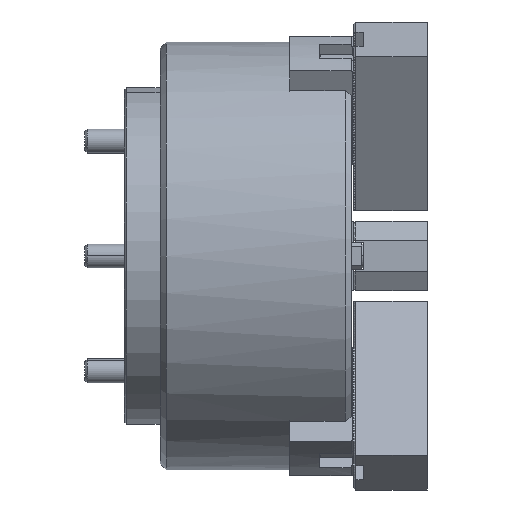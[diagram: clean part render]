
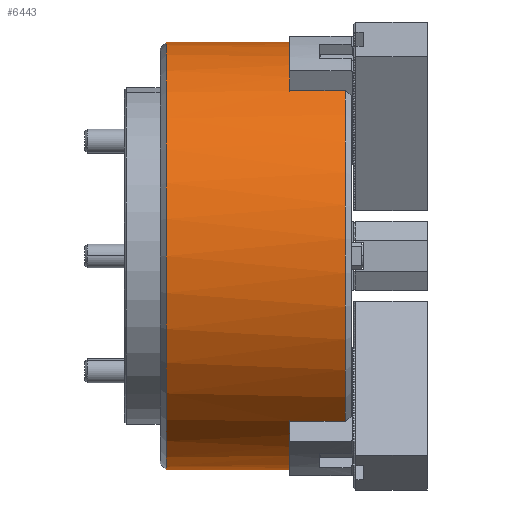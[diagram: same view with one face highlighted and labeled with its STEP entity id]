
A CAD part, front view. The second image highlights one B-rep face of the part: STEP entity #6443.
In plain terms, the highlighted cylindrical face has radius 107.5 mm (diameter 215 mm), a partial arc.
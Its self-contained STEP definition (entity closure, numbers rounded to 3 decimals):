
#722 = DIRECTION ( 'NONE',  ( 1., 0., 0. ) ) ;
#1295 = VERTEX_POINT ( 'NONE', #9002 ) ;
#1489 = LINE ( 'NONE', #5602, #14447 ) ;
#2136 = DIRECTION ( 'NONE',  ( -1., 0., 0. ) ) ;
#2555 = DIRECTION ( 'NONE',  ( -1., 0., 0. ) ) ;
#2613 = CARTESIAN_POINT ( 'NONE',  ( -3., 0., 107.5 ) ) ;
#3194 = CIRCLE ( 'NONE', #25459, 107.5 ) ;
#4397 = CARTESIAN_POINT ( 'NONE',  ( -31., -68.188, -83.106 ) ) ;
#4465 = ORIENTED_EDGE ( 'NONE', *, *, #38679, .F. ) ;
#5158 = CARTESIAN_POINT ( 'NONE',  ( 0., -68.188, 83.106 ) ) ;
#5200 = CARTESIAN_POINT ( 'NONE',  ( 0., 0., -107.5 ) ) ;
#5211 = ORIENTED_EDGE ( 'NONE', *, *, #8398, .T. ) ;
#5602 = CARTESIAN_POINT ( 'NONE',  ( 0., -37.878, 100.606 ) ) ;
#6443 = ADVANCED_FACE ( 'NONE', ( #17875 ), #41299, .T. ) ;
#6825 = EDGE_CURVE ( 'NONE', #8667, #16603, #41261, .T. ) ;
#6935 = VECTOR ( 'NONE', #18073, 1000. ) ;
#7235 = CARTESIAN_POINT ( 'NONE',  ( 0., 0., 107.5 ) ) ;
#7290 = AXIS2_PLACEMENT_3D ( 'NONE', #21672, #2555, #24857 ) ;
#7707 = CARTESIAN_POINT ( 'NONE',  ( -3., -37.878, 100.606 ) ) ;
#8298 = VECTOR ( 'NONE', #24290, 1000. ) ;
#8398 = EDGE_CURVE ( 'NONE', #1295, #17197, #3194, .T. ) ;
#8544 = ORIENTED_EDGE ( 'NONE', *, *, #20441, .T. ) ;
#8615 = LINE ( 'NONE', #7235, #33119 ) ;
#8667 = VERTEX_POINT ( 'NONE', #11677 ) ;
#9002 = CARTESIAN_POINT ( 'NONE',  ( -31., -37.878, -100.606 ) ) ;
#9312 = EDGE_CURVE ( 'NONE', #28090, #13417, #19107, .T. ) ;
#9501 = CARTESIAN_POINT ( 'NONE',  ( 0., -68.188, -83.106 ) ) ;
#9662 = ORIENTED_EDGE ( 'NONE', *, *, #11745, .T. ) ;
#10422 = CARTESIAN_POINT ( 'NONE',  ( -31., 0., 0. ) ) ;
#10731 = LINE ( 'NONE', #19714, #26724 ) ;
#10845 = CARTESIAN_POINT ( 'NONE',  ( 0., 0., 0. ) ) ;
#11677 = CARTESIAN_POINT ( 'NONE',  ( -3., -68.188, 83.106 ) ) ;
#11745 = EDGE_CURVE ( 'NONE', #29511, #28090, #32430, .T. ) ;
#11950 = EDGE_CURVE ( 'NONE', #17197, #33430, #31894, .T. ) ;
#12915 = ORIENTED_EDGE ( 'NONE', *, *, #36834, .T. ) ;
#12992 = CARTESIAN_POINT ( 'NONE',  ( -93., 0., -107.5 ) ) ;
#13141 = AXIS2_PLACEMENT_3D ( 'NONE', #13381, #35737, #16638 ) ;
#13381 = CARTESIAN_POINT ( 'NONE',  ( -93., 0., 0. ) ) ;
#13417 = VERTEX_POINT ( 'NONE', #39175 ) ;
#13638 = DIRECTION ( 'NONE',  ( 0., 1., 0. ) ) ;
#14447 = VECTOR ( 'NONE', #34228, 1000. ) ;
#14572 = VERTEX_POINT ( 'NONE', #39232 ) ;
#14699 = CIRCLE ( 'NONE', #18816, 107.5 ) ;
#15675 = ORIENTED_EDGE ( 'NONE', *, *, #38324, .T. ) ;
#15931 = DIRECTION ( 'NONE',  ( 1., 0., 0. ) ) ;
#16603 = VERTEX_POINT ( 'NONE', #39879 ) ;
#16638 = DIRECTION ( 'NONE',  ( 0., 0., 1. ) ) ;
#17197 = VERTEX_POINT ( 'NONE', #4397 ) ;
#17875 = FACE_OUTER_BOUND ( 'NONE', #18718, .T. ) ;
#18073 = DIRECTION ( 'NONE',  ( 1., 0., 0. ) ) ;
#18304 = CARTESIAN_POINT ( 'NONE',  ( -31., 0., 0. ) ) ;
#18338 = DIRECTION ( 'NONE',  ( -1., 0., 0. ) ) ;
#18718 = EDGE_LOOP ( 'NONE', ( #4465, #28806, #9662, #36314, #12915, #5211, #25243, #15675, #38606, #22114, #23253, #8544 ) ) ;
#18816 = AXIS2_PLACEMENT_3D ( 'NONE', #18304, #40593, #21491 ) ;
#19107 = CIRCLE ( 'NONE', #7290, 107.5 ) ;
#19714 = CARTESIAN_POINT ( 'NONE',  ( 0., -37.878, -100.606 ) ) ;
#20369 = AXIS2_PLACEMENT_3D ( 'NONE', #10845, #39598, #20512 ) ;
#20441 = EDGE_CURVE ( 'NONE', #23716, #28859, #30462, .T. ) ;
#20512 = DIRECTION ( 'NONE',  ( 0., 0., -1. ) ) ;
#21063 = CARTESIAN_POINT ( 'NONE',  ( -3., -68.188, -83.106 ) ) ;
#21263 = CARTESIAN_POINT ( 'NONE',  ( -3., 0., 0. ) ) ;
#21491 = DIRECTION ( 'NONE',  ( 0., 1., 0. ) ) ;
#21672 = CARTESIAN_POINT ( 'NONE',  ( -3., 0., 0. ) ) ;
#22114 = ORIENTED_EDGE ( 'NONE', *, *, #37212, .T. ) ;
#22888 = DIRECTION ( 'NONE',  ( -1., 0., 0. ) ) ;
#23253 = ORIENTED_EDGE ( 'NONE', *, *, #40754, .T. ) ;
#23400 = VECTOR ( 'NONE', #15931, 1000. ) ;
#23716 = VERTEX_POINT ( 'NONE', #7707 ) ;
#24290 = DIRECTION ( 'NONE',  ( -1., 0., 0. ) ) ;
#24433 = DIRECTION ( 'NONE',  ( 0., 0., -1. ) ) ;
#24857 = DIRECTION ( 'NONE',  ( 0., 0., -1. ) ) ;
#25243 = ORIENTED_EDGE ( 'NONE', *, *, #11950, .T. ) ;
#25459 = AXIS2_PLACEMENT_3D ( 'NONE', #10422, #32780, #13638 ) ;
#26355 = AXIS2_PLACEMENT_3D ( 'NONE', #37419, #18338, #40635 ) ;
#26724 = VECTOR ( 'NONE', #22888, 1000. ) ;
#26947 = CARTESIAN_POINT ( 'NONE',  ( -3., 0., -107.5 ) ) ;
#27714 = CIRCLE ( 'NONE', #13141, 107.5 ) ;
#28090 = VERTEX_POINT ( 'NONE', #26947 ) ;
#28806 = ORIENTED_EDGE ( 'NONE', *, *, #36837, .T. ) ;
#28859 = VERTEX_POINT ( 'NONE', #2613 ) ;
#29511 = VERTEX_POINT ( 'NONE', #12992 ) ;
#30129 = CIRCLE ( 'NONE', #39140, 107.5 ) ;
#30462 = CIRCLE ( 'NONE', #26355, 107.5 ) ;
#31894 = LINE ( 'NONE', #9501, #23400 ) ;
#32430 = LINE ( 'NONE', #5200, #6935 ) ;
#32780 = DIRECTION ( 'NONE',  ( -1., 0., 0. ) ) ;
#33074 = CARTESIAN_POINT ( 'NONE',  ( -93., 0., 107.5 ) ) ;
#33119 = VECTOR ( 'NONE', #722, 1000. ) ;
#33430 = VERTEX_POINT ( 'NONE', #21063 ) ;
#34228 = DIRECTION ( 'NONE',  ( 1., 0., 0. ) ) ;
#35737 = DIRECTION ( 'NONE',  ( 1., 0., 0. ) ) ;
#36314 = ORIENTED_EDGE ( 'NONE', *, *, #9312, .T. ) ;
#36834 = EDGE_CURVE ( 'NONE', #13417, #1295, #10731, .T. ) ;
#36837 = EDGE_CURVE ( 'NONE', #38703, #29511, #27714, .T. ) ;
#37212 = EDGE_CURVE ( 'NONE', #16603, #14572, #14699, .T. ) ;
#37419 = CARTESIAN_POINT ( 'NONE',  ( -3., 0., 0. ) ) ;
#38324 = EDGE_CURVE ( 'NONE', #33430, #8667, #30129, .T. ) ;
#38606 = ORIENTED_EDGE ( 'NONE', *, *, #6825, .T. ) ;
#38679 = EDGE_CURVE ( 'NONE', #38703, #28859, #8615, .T. ) ;
#38703 = VERTEX_POINT ( 'NONE', #33074 ) ;
#39140 = AXIS2_PLACEMENT_3D ( 'NONE', #21263, #2136, #24433 ) ;
#39175 = CARTESIAN_POINT ( 'NONE',  ( -3., -37.878, -100.606 ) ) ;
#39232 = CARTESIAN_POINT ( 'NONE',  ( -31., -37.878, 100.606 ) ) ;
#39598 = DIRECTION ( 'NONE',  ( 1., 0., 0. ) ) ;
#39879 = CARTESIAN_POINT ( 'NONE',  ( -31., -68.188, 83.106 ) ) ;
#40593 = DIRECTION ( 'NONE',  ( -1., 0., 0. ) ) ;
#40635 = DIRECTION ( 'NONE',  ( 0., 0., -1. ) ) ;
#40754 = EDGE_CURVE ( 'NONE', #14572, #23716, #1489, .T. ) ;
#41261 = LINE ( 'NONE', #5158, #8298 ) ;
#41299 = CYLINDRICAL_SURFACE ( 'NONE', #20369, 107.5 ) ;
